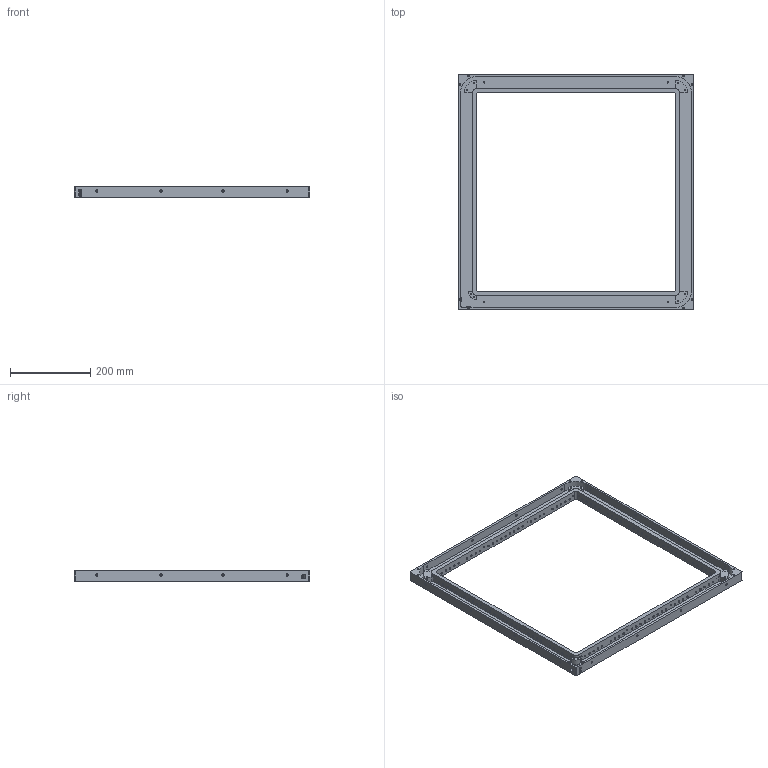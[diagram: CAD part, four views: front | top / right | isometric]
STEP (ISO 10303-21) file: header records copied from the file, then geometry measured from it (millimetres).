
FILE_DESCRIPTION(('STEP AP203'), '1');
FILE_NAME('741128.001 Ðàìêà', '', ('UNSPECIFIED'), ('UNSPECIFIED'), 'ASCON STEP Converter 1.6', 'ASCON Math Kernel', '');
FILE_SCHEMA(('CONFIG_CONTROL_DESIGN'));
Length unit declared in the file: millimetre
Products named in the file (1): 741128.001
Bounding box: 585 x 585 x 25 mm (x, y, z)
Volume: 1020457 mm3; surface area: 417115.1 mm2
Topology: 1 solids, 1 shells, 254 faces, 743 edges, 492 vertices
Faces by surface type: cylinder 203, plane 41, cone 10
Full cylindrical faces by diameter (mm): 2.459 x16, 3.242 x8, 4.134 x12, 4.5 x2, 4.917 x108, 5.5 x16, 11 x1
Entity records: 10552 total; most frequent: DIRECTION 1478, CARTESIAN_POINT 1464, ORIENTED_EDGE 1124, EDGE_LOOP 740, AXIS2_PLACEMENT_3D 664, EDGE_CURVE 562, VERTEX_POINT 484, CIRCLE 409
